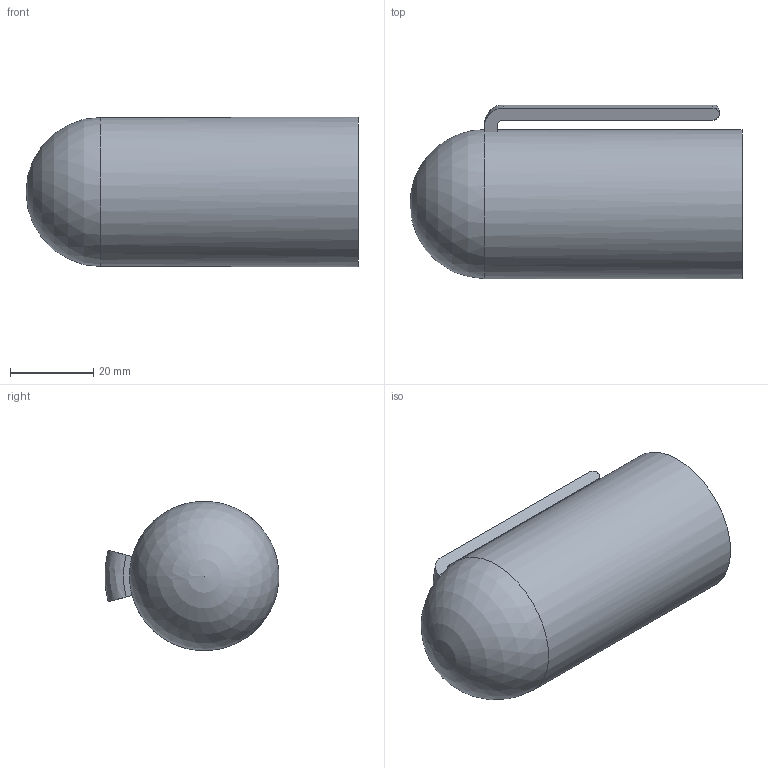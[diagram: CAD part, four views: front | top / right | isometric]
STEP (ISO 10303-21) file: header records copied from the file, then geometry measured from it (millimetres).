
FILE_DESCRIPTION(('FreeCAD Model'),'2;1');
FILE_NAME('cap.stp', '2020-07-16T21:46:44',('Author'),(''), 'Open CASCADE STEP processor 7.3','FreeCAD','Unknown');
FILE_SCHEMA(('AUTOMOTIVE_DESIGN { 1 0 10303 214 1 1 1 1 }'));
Length unit declared in the file: millimetre
Products named in the file (1): Body
Bounding box: 80 x 41.91 x 36 mm (x, y, z)
Volume: 26459.3 mm3; surface area: 18317.8 mm2
Topology: 1 solids, 1 shells, 14 faces, 36 edges, 23 vertices
Faces by surface type: plane 5, cylinder 4, revolution 3, sphere 2
Full cylindrical faces by diameter (mm): 30 x1, 36 x1
Entity records: 922 total; most frequent: CARTESIAN_POINT 179, DIRECTION 151, ORIENTED_EDGE 68, PCURVE 68, DEFINITIONAL_REPRESENTATION 68, LINE 66, VECTOR 66, AXIS2_PLACEMENT_3D 37
